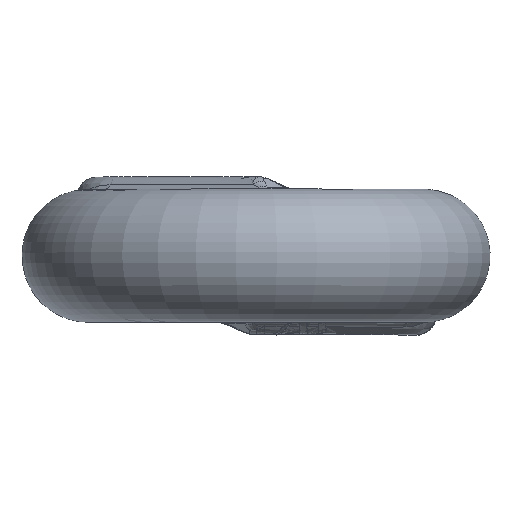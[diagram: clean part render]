
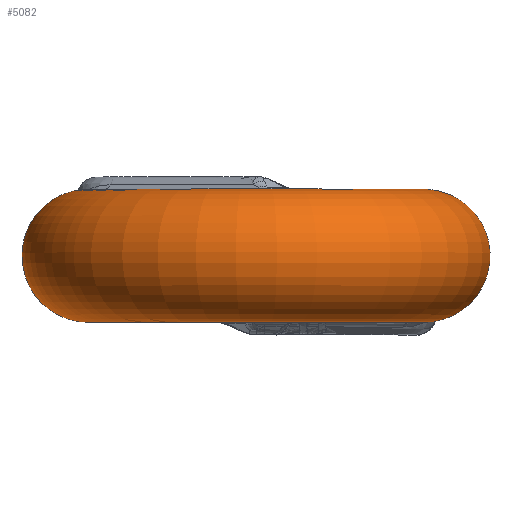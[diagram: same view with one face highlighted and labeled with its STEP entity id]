
A CAD part, top view. The second image highlights one B-rep face of the part: STEP entity #5082.
In plain terms, the highlighted toroidal (fillet/blend) face has major radius 2.65 mm and minor radius 1.05 mm.
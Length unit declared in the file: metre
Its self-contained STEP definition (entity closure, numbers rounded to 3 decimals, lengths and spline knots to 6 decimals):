
#23=TOROIDAL_SURFACE('',#5303,0.00265,0.00105);
#78=CIRCLE('',#5302,0.00265);
#79=CIRCLE('',#5304,0.00265);
#1417=ORIENTED_EDGE('',*,*,#2245,.F.);
#1418=ORIENTED_EDGE('',*,*,#2206,.T.);
#1419=ORIENTED_EDGE('',*,*,#2209,.T.);
#1420=ORIENTED_EDGE('',*,*,#2212,.T.);
#1421=ORIENTED_EDGE('',*,*,#2225,.T.);
#1422=ORIENTED_EDGE('',*,*,#2222,.T.);
#1423=ORIENTED_EDGE('',*,*,#2246,.T.);
#1424=ORIENTED_EDGE('',*,*,#2228,.T.);
#2206=EDGE_CURVE('',#2634,#2636,#2852,.T.);
#2209=EDGE_CURVE('',#2636,#2638,#2855,.T.);
#2212=EDGE_CURVE('',#2638,#2640,#2857,.T.);
#2222=EDGE_CURVE('',#2643,#2646,#2864,.T.);
#2225=EDGE_CURVE('',#2647,#2643,#2866,.T.);
#2228=EDGE_CURVE('',#2649,#2647,#2869,.T.);
#2245=EDGE_CURVE('',#2634,#2640,#78,.T.);
#2246=EDGE_CURVE('',#2646,#2649,#79,.T.);
#2634=VERTEX_POINT('',#7443);
#2636=VERTEX_POINT('',#7468);
#2638=VERTEX_POINT('',#7557);
#2640=VERTEX_POINT('',#7602);
#2643=VERTEX_POINT('',#7684);
#2646=VERTEX_POINT('',#7692);
#2647=VERTEX_POINT('',#7770);
#2649=VERTEX_POINT('',#7825);
#2852=B_SPLINE_CURVE_WITH_KNOTS('',3,(#7469,#7470,#7471,#7472,#7473),
 .UNSPECIFIED.,.F.,.F.,(4,1,4),(0.,0.5,1.),.UNSPECIFIED.);
#2855=B_SPLINE_CURVE_WITH_KNOTS('',3,(#7558,#7559,#7560,#7561,#7562,#7563,
#7564,#7565,#7566,#7567,#7568,#7569,#7570,#7571,#7572),.UNSPECIFIED.,.F.,
 .F.,(4,1,1,1,1,1,1,1,1,1,1,1,4),(0.,0.125,0.25,0.375,0.4375,0.5,0.5625,
0.625,0.6875,0.75,0.8125,0.875,1.),.UNSPECIFIED.);
#2857=B_SPLINE_CURVE_WITH_KNOTS('',3,(#7603,#7604,#7605,#7606),
 .UNSPECIFIED.,.F.,.F.,(4,4),(0.,1.),.UNSPECIFIED.);
#2864=B_SPLINE_CURVE_WITH_KNOTS('',3,(#7693,#7694,#7695,#7696),
 .UNSPECIFIED.,.F.,.F.,(4,4),(0.,1.),.UNSPECIFIED.);
#2866=B_SPLINE_CURVE_WITH_KNOTS('',3,(#7788,#7789,#7790,#7791,#7792,#7793,
#7794,#7795,#7796,#7797,#7798,#7799,#7800,#7801,#7802),.UNSPECIFIED.,.F.,
 .F.,(4,1,1,1,1,1,1,1,1,1,1,1,4),(0.,0.125,0.25,0.375,0.4375,0.5,0.5625,
0.625,0.6875,0.75,0.8125,0.875,1.),.UNSPECIFIED.);
#2869=B_SPLINE_CURVE_WITH_KNOTS('',3,(#7833,#7834,#7835,#7836,#7837),
 .UNSPECIFIED.,.F.,.F.,(4,1,4),(0.,0.5,1.),.UNSPECIFIED.);
#3157=EDGE_LOOP('',(#1417,#1418,#1419,#1420));
#3158=EDGE_LOOP('',(#1421,#1422,#1423,#1424));
#3381=FACE_BOUND('',#3157,.T.);
#3382=FACE_BOUND('',#3158,.T.);
#5082=ADVANCED_FACE('',(#3381,#3382),#23,.T.);
#5302=AXIS2_PLACEMENT_3D('',#8137,#5903,#5904);
#5303=AXIS2_PLACEMENT_3D('',#8138,#5905,#5906);
#5304=AXIS2_PLACEMENT_3D('',#8139,#5907,#5908);
#5903=DIRECTION('',(0.,1.,0.));
#5904=DIRECTION('',(0.,0.,1.));
#5905=DIRECTION('',(0.,1.,0.));
#5906=DIRECTION('',(0.,0.,1.));
#5907=DIRECTION('',(0.,1.,0.));
#5908=DIRECTION('',(0.,0.,1.));
#7443=CARTESIAN_POINT('',(-0.002409,0.00105,-0.001104));
#7468=CARTESIAN_POINT('',(-0.002855,0.000551,-0.002099));
#7469=CARTESIAN_POINT('',(-0.002409,0.00105,-0.001104));
#7470=CARTESIAN_POINT('',(-0.002568,0.00105,-0.001251));
#7471=CARTESIAN_POINT('',(-0.002893,0.000914,-0.001537));
#7472=CARTESIAN_POINT('',(-0.002916,0.000646,-0.001918));
#7473=CARTESIAN_POINT('',(-0.002855,0.000551,-0.002099));
#7557=CARTESIAN_POINT('',(-0.002001,0.001008,-0.002159));
#7558=CARTESIAN_POINT('',(-0.002855,0.000551,-0.002099));
#7559=CARTESIAN_POINT('',(-0.002822,0.000497,-0.002201));
#7560=CARTESIAN_POINT('',(-0.00273,0.000401,-0.002387));
#7561=CARTESIAN_POINT('',(-0.002574,0.000318,-0.002594));
#7562=CARTESIAN_POINT('',(-0.002396,0.000282,-0.002773));
#7563=CARTESIAN_POINT('',(-0.002194,0.000313,-0.002921));
#7564=CARTESIAN_POINT('',(-0.002093,0.000361,-0.002976));
#7565=CARTESIAN_POINT('',(-0.001959,0.000474,-0.00301));
#7566=CARTESIAN_POINT('',(-0.001886,0.000605,-0.002962));
#7567=CARTESIAN_POINT('',(-0.001864,0.0007,-0.002889));
#7568=CARTESIAN_POINT('',(-0.001881,0.000822,-0.002722));
#7569=CARTESIAN_POINT('',(-0.001901,0.00087,-0.002624));
#7570=CARTESIAN_POINT('',(-0.001941,0.000948,-0.002437));
#7571=CARTESIAN_POINT('',(-0.001977,0.000987,-0.002277));
#7572=CARTESIAN_POINT('',(-0.002001,0.001008,-0.002159));
#7602=CARTESIAN_POINT('',(-0.001929,0.00105,-0.001817));
#7603=CARTESIAN_POINT('',(-0.002001,0.001008,-0.002159));
#7604=CARTESIAN_POINT('',(-0.002027,0.00103,-0.002031));
#7605=CARTESIAN_POINT('',(-0.002003,0.00105,-0.001902));
#7606=CARTESIAN_POINT('',(-0.001929,0.00105,-0.001817));
#7684=CARTESIAN_POINT('',(0.002001,-0.001008,-0.002159));
#7692=CARTESIAN_POINT('',(0.001929,-0.00105,-0.001817));
#7693=CARTESIAN_POINT('',(0.002001,-0.001008,-0.002159));
#7694=CARTESIAN_POINT('',(0.002027,-0.00103,-0.002031));
#7695=CARTESIAN_POINT('',(0.002003,-0.00105,-0.001902));
#7696=CARTESIAN_POINT('',(0.001929,-0.00105,-0.001817));
#7770=CARTESIAN_POINT('',(0.002855,-0.000551,-0.002099));
#7788=CARTESIAN_POINT('',(0.002855,-0.000551,-0.002099));
#7789=CARTESIAN_POINT('',(0.002822,-0.000497,-0.002201));
#7790=CARTESIAN_POINT('',(0.00273,-0.000401,-0.002387));
#7791=CARTESIAN_POINT('',(0.002574,-0.000318,-0.002594));
#7792=CARTESIAN_POINT('',(0.002396,-0.000282,-0.002773));
#7793=CARTESIAN_POINT('',(0.002194,-0.000313,-0.002921));
#7794=CARTESIAN_POINT('',(0.002093,-0.000361,-0.002976));
#7795=CARTESIAN_POINT('',(0.001959,-0.000474,-0.00301));
#7796=CARTESIAN_POINT('',(0.001886,-0.000605,-0.002962));
#7797=CARTESIAN_POINT('',(0.001864,-0.0007,-0.002889));
#7798=CARTESIAN_POINT('',(0.001881,-0.000822,-0.002722));
#7799=CARTESIAN_POINT('',(0.001901,-0.00087,-0.002624));
#7800=CARTESIAN_POINT('',(0.001941,-0.000948,-0.002437));
#7801=CARTESIAN_POINT('',(0.001977,-0.000987,-0.002277));
#7802=CARTESIAN_POINT('',(0.002001,-0.001008,-0.002159));
#7825=CARTESIAN_POINT('',(0.002409,-0.00105,-0.001104));
#7833=CARTESIAN_POINT('',(0.002409,-0.00105,-0.001104));
#7834=CARTESIAN_POINT('',(0.002568,-0.00105,-0.001251));
#7835=CARTESIAN_POINT('',(0.002893,-0.000914,-0.001537));
#7836=CARTESIAN_POINT('',(0.002916,-0.000646,-0.001918));
#7837=CARTESIAN_POINT('',(0.002855,-0.000551,-0.002099));
#8137=CARTESIAN_POINT('',(0.,0.00105,0.));
#8138=CARTESIAN_POINT('',(0.,0.,0.));
#8139=CARTESIAN_POINT('',(0.,-0.00105,0.));
